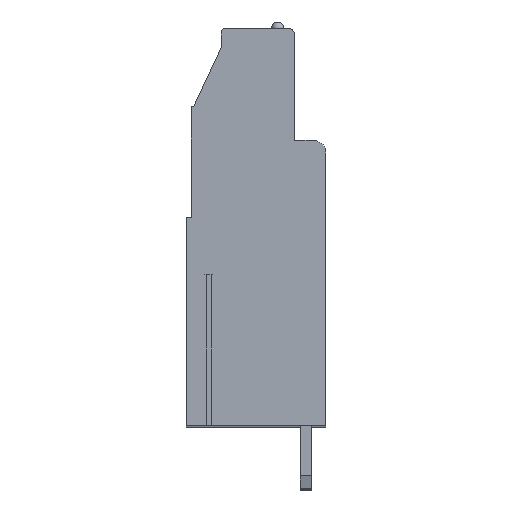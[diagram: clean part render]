
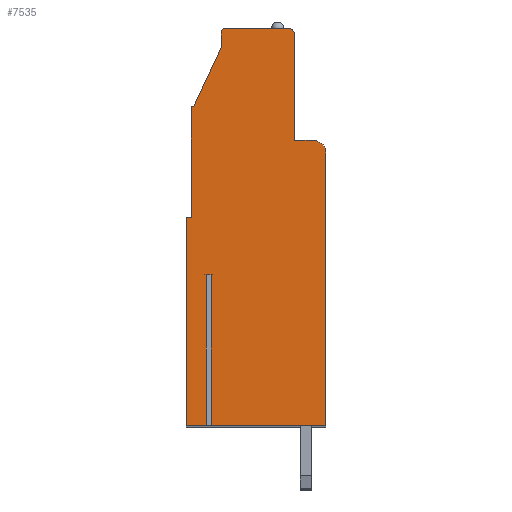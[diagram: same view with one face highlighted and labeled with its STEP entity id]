
A CAD part, top view. The second image highlights one B-rep face of the part: STEP entity #7535.
In plain terms, the highlighted planar face has unit normal (0, 0, 1).
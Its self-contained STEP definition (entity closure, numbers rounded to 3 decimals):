
#28=DIRECTION('',(-1.,0.,0.));
#29=VECTOR('',#28,0.38);
#30=CARTESIAN_POINT('',(-3.56,-3.8,73.66));
#31=LINE('',#30,#29);
#32=DIRECTION('',(0.,1.,0.));
#33=VECTOR('',#32,11.95);
#34=CARTESIAN_POINT('',(-3.94,-15.75,73.66));
#35=LINE('',#34,#33);
#36=DIRECTION('',(1.,0.,0.));
#37=VECTOR('',#36,1.61);
#38=CARTESIAN_POINT('',(-5.55,-15.75,73.66));
#39=LINE('',#38,#37);
#40=DIRECTION('',(0.,-1.,0.));
#41=VECTOR('',#40,16.5);
#42=CARTESIAN_POINT('',(-5.55,0.75,73.66));
#43=LINE('',#42,#41);
#44=DIRECTION('',(-1.,0.,0.));
#45=VECTOR('',#44,0.4);
#46=CARTESIAN_POINT('',(-5.15,0.75,73.66));
#47=LINE('',#46,#45);
#48=DIRECTION('',(0.,-1.,0.));
#49=VECTOR('',#48,8.6);
#50=CARTESIAN_POINT('',(-5.15,9.35,73.66));
#51=LINE('',#50,#49);
#52=CARTESIAN_POINT('',(-4.95,9.35,73.66));
#53=DIRECTION('',(0.,0.,1.));
#54=DIRECTION('',(0.,1.,0.));
#55=AXIS2_PLACEMENT_3D('',#52,#53,#54);
#57=DIRECTION('',(-0.424,-0.906,0.));
#58=VECTOR('',#57,5.189);
#59=CARTESIAN_POINT('',(-2.75,14.25,73.66));
#60=LINE('',#59,#58);
#61=DIRECTION('',(0.,-1.,0.));
#62=VECTOR('',#61,1.2);
#63=CARTESIAN_POINT('',(-2.75,15.45,73.66));
#64=LINE('',#63,#62);
#65=CARTESIAN_POINT('',(-2.45,15.45,73.66));
#66=DIRECTION('',(0.,0.,1.));
#67=DIRECTION('',(0.,1.,0.));
#68=AXIS2_PLACEMENT_3D('',#65,#66,#67);
#70=DIRECTION('',(-1.,0.,0.));
#71=VECTOR('',#70,5.);
#72=CARTESIAN_POINT('',(2.55,15.75,73.66));
#73=LINE('',#72,#71);
#74=CARTESIAN_POINT('',(2.55,15.25,73.66));
#75=DIRECTION('',(0.,0.,1.));
#76=DIRECTION('',(1.,0.,0.));
#77=AXIS2_PLACEMENT_3D('',#74,#75,#76);
#79=DIRECTION('',(0.,1.,0.));
#80=VECTOR('',#79,8.4);
#81=CARTESIAN_POINT('',(3.05,6.85,73.66));
#82=LINE('',#81,#80);
#83=DIRECTION('',(-1.,0.,0.));
#84=VECTOR('',#83,1.5);
#85=CARTESIAN_POINT('',(4.55,6.85,73.66));
#86=LINE('',#85,#84);
#87=CARTESIAN_POINT('',(4.55,5.85,73.66));
#88=DIRECTION('',(0.,0.,1.));
#89=DIRECTION('',(1.,0.,0.));
#90=AXIS2_PLACEMENT_3D('',#87,#88,#89);
#92=DIRECTION('',(0.,1.,0.));
#93=VECTOR('',#92,21.6);
#94=CARTESIAN_POINT('',(5.55,-15.75,73.66));
#95=LINE('',#94,#93);
#96=DIRECTION('',(1.,0.,0.));
#97=VECTOR('',#96,9.11);
#98=CARTESIAN_POINT('',(-3.56,-15.75,73.66));
#99=LINE('',#98,#97);
#100=DIRECTION('',(0.,1.,0.));
#101=VECTOR('',#100,11.95);
#102=CARTESIAN_POINT('',(-3.56,-15.75,73.66));
#103=LINE('',#102,#101);
#5786=CARTESIAN_POINT('',(5.55,-15.75,73.66));
#5787=CARTESIAN_POINT('',(5.55,5.85,73.66));
#5788=VERTEX_POINT('',#5786);
#5789=VERTEX_POINT('',#5787);
#5790=CARTESIAN_POINT('',(4.55,6.85,73.66));
#5791=VERTEX_POINT('',#5790);
#5792=CARTESIAN_POINT('',(3.05,6.85,73.66));
#5793=VERTEX_POINT('',#5792);
#5794=CARTESIAN_POINT('',(3.05,15.25,73.66));
#5795=VERTEX_POINT('',#5794);
#5796=CARTESIAN_POINT('',(2.55,15.75,73.66));
#5797=VERTEX_POINT('',#5796);
#5798=CARTESIAN_POINT('',(-2.45,15.75,73.66));
#5799=VERTEX_POINT('',#5798);
#5800=CARTESIAN_POINT('',(-2.75,15.45,73.66));
#5801=VERTEX_POINT('',#5800);
#5802=CARTESIAN_POINT('',(-2.75,14.25,73.66));
#5803=VERTEX_POINT('',#5802);
#5804=CARTESIAN_POINT('',(-4.95,9.55,73.66));
#5805=VERTEX_POINT('',#5804);
#5806=CARTESIAN_POINT('',(-5.55,0.75,73.66));
#5807=CARTESIAN_POINT('',(-5.55,-15.75,73.66));
#5808=VERTEX_POINT('',#5806);
#5809=VERTEX_POINT('',#5807);
#5854=CARTESIAN_POINT('',(-3.56,-3.8,73.66));
#5855=CARTESIAN_POINT('',(-3.94,-3.8,73.66));
#5856=VERTEX_POINT('',#5854);
#5857=VERTEX_POINT('',#5855);
#5858=CARTESIAN_POINT('',(-3.56,-15.75,73.66));
#5859=VERTEX_POINT('',#5858);
#5860=CARTESIAN_POINT('',(-3.94,-15.75,73.66));
#5861=VERTEX_POINT('',#5860);
#5870=CARTESIAN_POINT('',(-5.15,9.35,73.66));
#5871=VERTEX_POINT('',#5870);
#5872=CARTESIAN_POINT('',(-5.15,0.75,73.66));
#5873=VERTEX_POINT('',#5872);
#7492=CARTESIAN_POINT('',(0.,0.,73.66));
#7493=DIRECTION('',(0.,0.,1.));
#7494=DIRECTION('',(1.,0.,0.));
#7495=AXIS2_PLACEMENT_3D('',#7492,#7493,#7494);
#7496=PLANE('',#7495);
#7498=ORIENTED_EDGE('',*,*,#7497,.T.);
#7500=ORIENTED_EDGE('',*,*,#7499,.F.);
#7502=ORIENTED_EDGE('',*,*,#7501,.F.);
#7504=ORIENTED_EDGE('',*,*,#7503,.F.);
#7506=ORIENTED_EDGE('',*,*,#7505,.F.);
#7508=ORIENTED_EDGE('',*,*,#7507,.F.);
#7510=ORIENTED_EDGE('',*,*,#7509,.F.);
#7512=ORIENTED_EDGE('',*,*,#7511,.F.);
#7514=ORIENTED_EDGE('',*,*,#7513,.F.);
#7516=ORIENTED_EDGE('',*,*,#7515,.F.);
#7518=ORIENTED_EDGE('',*,*,#7517,.F.);
#7520=ORIENTED_EDGE('',*,*,#7519,.F.);
#7522=ORIENTED_EDGE('',*,*,#7521,.F.);
#7524=ORIENTED_EDGE('',*,*,#7523,.F.);
#7526=ORIENTED_EDGE('',*,*,#7525,.F.);
#7528=ORIENTED_EDGE('',*,*,#7527,.F.);
#7530=ORIENTED_EDGE('',*,*,#7529,.F.);
#7532=ORIENTED_EDGE('',*,*,#7531,.T.);
#7533=EDGE_LOOP('',(#7498,#7500,#7502,#7504,#7506,#7508,#7510,#7512,#7514,#7516,
#7518,#7520,#7522,#7524,#7526,#7528,#7530,#7532));
#7534=FACE_OUTER_BOUND('',#7533,.F.);
#56=CIRCLE('',#55,0.2);
#69=CIRCLE('',#68,0.3);
#78=CIRCLE('',#77,0.5);
#91=CIRCLE('',#90,1.);
#7497=EDGE_CURVE('',#5856,#5857,#31,.T.);
#7499=EDGE_CURVE('',#5861,#5857,#35,.T.);
#7501=EDGE_CURVE('',#5809,#5861,#39,.T.);
#7503=EDGE_CURVE('',#5808,#5809,#43,.T.);
#7505=EDGE_CURVE('',#5873,#5808,#47,.T.);
#7507=EDGE_CURVE('',#5871,#5873,#51,.T.);
#7509=EDGE_CURVE('',#5805,#5871,#56,.T.);
#7511=EDGE_CURVE('',#5803,#5805,#60,.T.);
#7513=EDGE_CURVE('',#5801,#5803,#64,.T.);
#7515=EDGE_CURVE('',#5799,#5801,#69,.T.);
#7517=EDGE_CURVE('',#5797,#5799,#73,.T.);
#7519=EDGE_CURVE('',#5795,#5797,#78,.T.);
#7521=EDGE_CURVE('',#5793,#5795,#82,.T.);
#7523=EDGE_CURVE('',#5791,#5793,#86,.T.);
#7525=EDGE_CURVE('',#5789,#5791,#91,.T.);
#7527=EDGE_CURVE('',#5788,#5789,#95,.T.);
#7529=EDGE_CURVE('',#5859,#5788,#99,.T.);
#7531=EDGE_CURVE('',#5859,#5856,#103,.T.);
#7535=ADVANCED_FACE('',(#7534),#7496,.T.);
